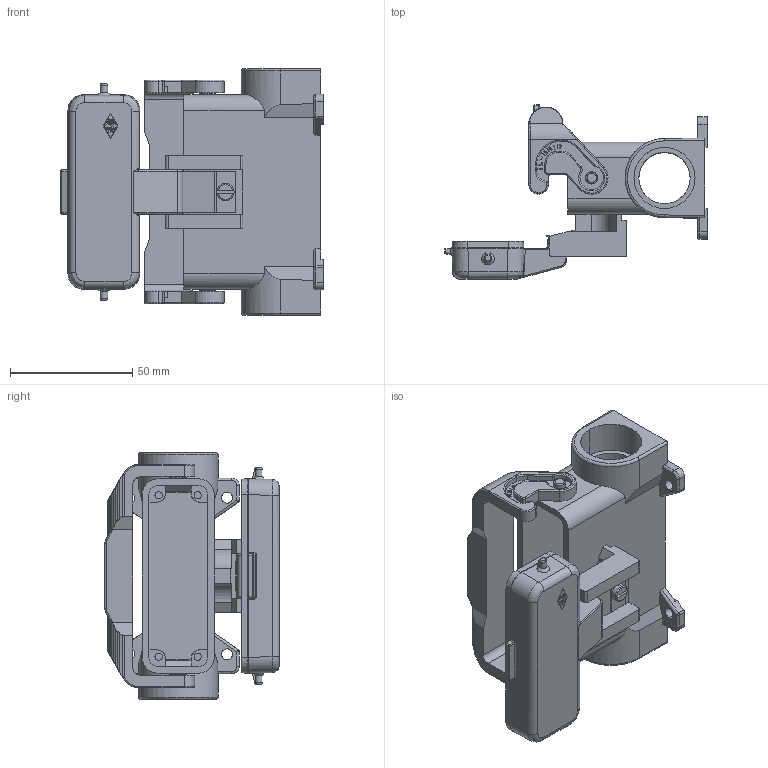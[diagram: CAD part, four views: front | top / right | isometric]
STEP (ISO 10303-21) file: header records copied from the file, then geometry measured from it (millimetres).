
FILE_DESCRIPTION(('Creo Elements/Direct Modeling STEP Export'),'2;1');
FILE_NAME('0ln7uvk45e4biir1648','2016-10-28T 8:46:20',(''),(''),'PTC Creo Elements/Direct Modeling STEP processor for AP214 (Solid Model)','PTC Creo Elements/Direct Modeling 19.0E 27-Jun-2016 (C) Parametric Technology GmbH','');
FILE_SCHEMA(('AUTOMOTIVE_DESIGN { 1 0 10303 214 1 1 1 1 }'));
Length unit declared in the file: millimetre
Products named in the file (2): MZAP_25_LS225
Assembly tree (1 placements, depth 2):
  MZAP_25_LS225
    MZAP_25_LS225
Bounding box: 107.4 x 71.3 x 101 mm (x, y, z)
Volume: 88593.8 mm3; surface area: 55949.4 mm2
Topology: 1 solids, 5 shells, 994 faces, 2727 edges, 1789 vertices
Faces by surface type: plane 603, cylinder 287, torus 64, cone 18, bspline 12, sphere 10
Entity records: 45939 total; most frequent: CARTESIAN_POINT 14428, ORIENTED_EDGE 5430, DIRECTION 4970, EDGE_CURVE 2715, VECTOR 1884, LINE 1884, VERTEX_POINT 1789, AXIS2_PLACEMENT_3D 1543
